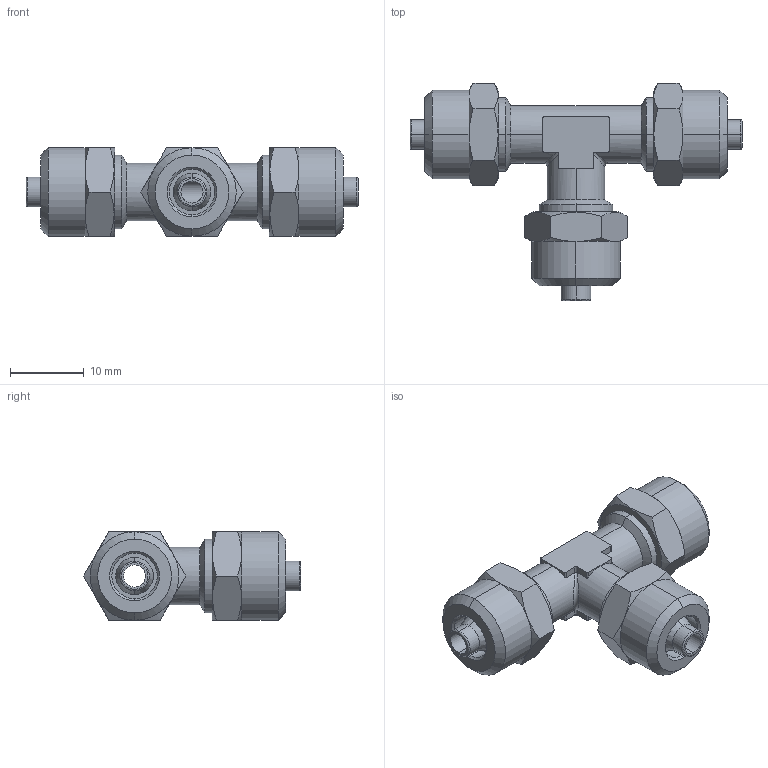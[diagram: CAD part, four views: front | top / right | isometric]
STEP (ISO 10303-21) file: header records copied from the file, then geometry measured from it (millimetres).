
FILE_DESCRIPTION (( 'STEP AP203' ), '1' );
FILE_NAME ('02090030.STEP', '2011-09-28T14:22:17', ( 'Flavio' ), ( '' ), 'SwSTEP 2.0', 'SolidWorks 2011', '' );
FILE_SCHEMA (( 'CONFIG_CONTROL_DESIGN' ));
Length unit declared in the file: millimetre
Products named in the file (1): 02090030
Bounding box: 45 x 29.43 x 12 mm (x, y, z)
Volume: 4493.2 mm3; surface area: 3208 mm2
Topology: 1 solids, 1 shells, 160 faces, 372 edges, 222 vertices
Faces by surface type: cylinder 56, cone 48, plane 48, torus 6, bspline 2
Entity records: 5039 total; most frequent: CARTESIAN_POINT 1389, DIRECTION 750, ORIENTED_EDGE 744, EDGE_CURVE 372, AXIS2_PLACEMENT_3D 301, VERTEX_POINT 222, EDGE_LOOP 172, ADVANCED_FACE 160
